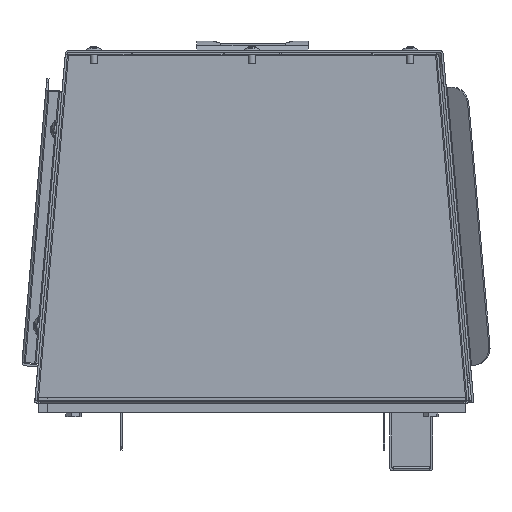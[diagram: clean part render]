
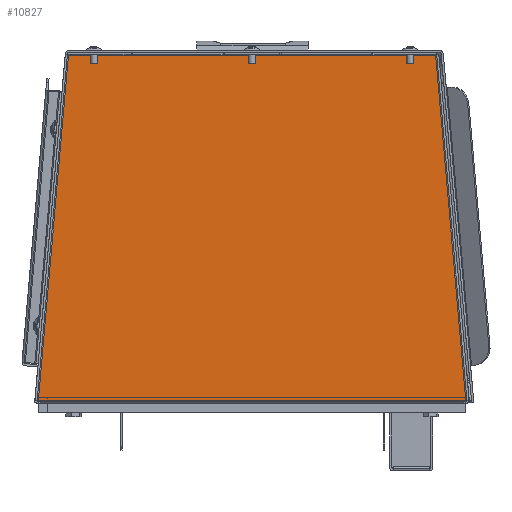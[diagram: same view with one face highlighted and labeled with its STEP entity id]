
A CAD part, front view. The second image highlights one B-rep face of the part: STEP entity #10827.
In plain terms, the highlighted planar face has unit normal (0, -1, 0).
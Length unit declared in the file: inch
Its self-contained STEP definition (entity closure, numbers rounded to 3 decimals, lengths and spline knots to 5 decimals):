
#732 = VECTOR ( 'NONE', #31537, 39.37008 ) ;
#857 = ORIENTED_EDGE ( 'NONE', *, *, #60311, .T. ) ;
#1545 = CARTESIAN_POINT ( 'NONE',  ( -4.94782, 0.592, 4.72161 ) ) ;
#4480 = FACE_OUTER_BOUND ( 'NONE', #51504, .T. ) ;
#4637 = ORIENTED_EDGE ( 'NONE', *, *, #33423, .T. ) ;
#5133 = PLANE ( 'NONE',  #52603 ) ;
#5464 = CARTESIAN_POINT ( 'NONE',  ( -5.69946, 0.592, -4.57678 ) ) ;
#6166 = DIRECTION ( 'NONE',  ( -0.087, 0., -0.996 ) ) ;
#6347 = CARTESIAN_POINT ( 'NONE',  ( 5.75754, 0.592, -4.53239 ) ) ;
#9588 = VECTOR ( 'NONE', #29090, 39.37008 ) ;
#10827 = ADVANCED_FACE ( 'NONE', ( #4480 ), #5133, .T. ) ;
#16043 = CARTESIAN_POINT ( 'NONE',  ( 5.66844, 0.592, -4.53239 ) ) ;
#16115 = CARTESIAN_POINT ( 'NONE',  ( -5.75744, 0.592, -4.53239 ) ) ;
#16392 = LINE ( 'NONE', #61567, #732 ) ;
#18518 = VERTEX_POINT ( 'NONE', #23861 ) ;
#19578 = VERTEX_POINT ( 'NONE', #16115 ) ;
#20876 = VECTOR ( 'NONE', #6166, 39.37008 ) ;
#21294 = ORIENTED_EDGE ( 'NONE', *, *, #29997, .T. ) ;
#21966 = LINE ( 'NONE', #16043, #53218 ) ;
#21981 = LINE ( 'NONE', #1545, #20876 ) ;
#23861 = CARTESIAN_POINT ( 'NONE',  ( -4.94782, 0.592, 4.72161 ) ) ;
#24004 = LINE ( 'NONE', #33895, #30683 ) ;
#24329 = DIRECTION ( 'NONE',  ( -0.087, 0., 0.996 ) ) ;
#24592 = DIRECTION ( 'NONE',  ( 0., -1., 0. ) ) ;
#26450 = DIRECTION ( 'NONE',  ( 1., 0., 0. ) ) ;
#26824 = VERTEX_POINT ( 'NONE', #38914 ) ;
#27085 = LINE ( 'NONE', #6347, #27464 ) ;
#27393 = CARTESIAN_POINT ( 'NONE',  ( 5.72642, 0.592, -4.53239 ) ) ;
#27464 = VECTOR ( 'NONE', #26450, 39.37008 ) ;
#29090 = DIRECTION ( 'NONE',  ( -1., 0., 0. ) ) ;
#29997 = EDGE_CURVE ( 'NONE', #19578, #45590, #16392, .T. ) ;
#30683 = VECTOR ( 'NONE', #24329, 39.37008 ) ;
#31537 = DIRECTION ( 'NONE',  ( 1., 0., 0. ) ) ;
#32094 = EDGE_CURVE ( 'NONE', #18518, #19578, #21981, .T. ) ;
#33423 = EDGE_CURVE ( 'NONE', #59195, #18518, #60406, .T. ) ;
#33576 = ORIENTED_EDGE ( 'NONE', *, *, #52386, .T. ) ;
#33895 = CARTESIAN_POINT ( 'NONE',  ( 5.72642, 0.592, -4.53239 ) ) ;
#35885 = EDGE_CURVE ( 'NONE', #26824, #45590, #21966, .T. ) ;
#36982 = ORIENTED_EDGE ( 'NONE', *, *, #35885, .F. ) ;
#38914 = CARTESIAN_POINT ( 'NONE',  ( 5.66844, 0.592, -4.53239 ) ) ;
#40096 = VERTEX_POINT ( 'NONE', #27393 ) ;
#43730 = CARTESIAN_POINT ( 'NONE',  ( -5.69946, 0.592, -4.53239 ) ) ;
#44231 = CARTESIAN_POINT ( 'NONE',  ( 4.9168, 0.592, 4.72161 ) ) ;
#45590 = VERTEX_POINT ( 'NONE', #43730 ) ;
#45829 = ORIENTED_EDGE ( 'NONE', *, *, #32094, .T. ) ;
#47005 = DIRECTION ( 'NONE',  ( -1., 0., 0. ) ) ;
#51504 = EDGE_LOOP ( 'NONE', ( #33576, #4637, #45829, #21294, #36982, #857 ) ) ;
#52386 = EDGE_CURVE ( 'NONE', #40096, #59195, #24004, .T. ) ;
#52603 = AXIS2_PLACEMENT_3D ( 'NONE', #5464, #24592, #60527 ) ;
#53218 = VECTOR ( 'NONE', #47005, 39.37008 ) ;
#56952 = CARTESIAN_POINT ( 'NONE',  ( 4.9168, 0.592, 4.72161 ) ) ;
#59195 = VERTEX_POINT ( 'NONE', #56952 ) ;
#60311 = EDGE_CURVE ( 'NONE', #26824, #40096, #27085, .T. ) ;
#60406 = LINE ( 'NONE', #44231, #9588 ) ;
#60527 = DIRECTION ( 'NONE',  ( 0., 0., -1. ) ) ;
#61567 = CARTESIAN_POINT ( 'NONE',  ( 5.75754, 0.592, -4.53239 ) ) ;
